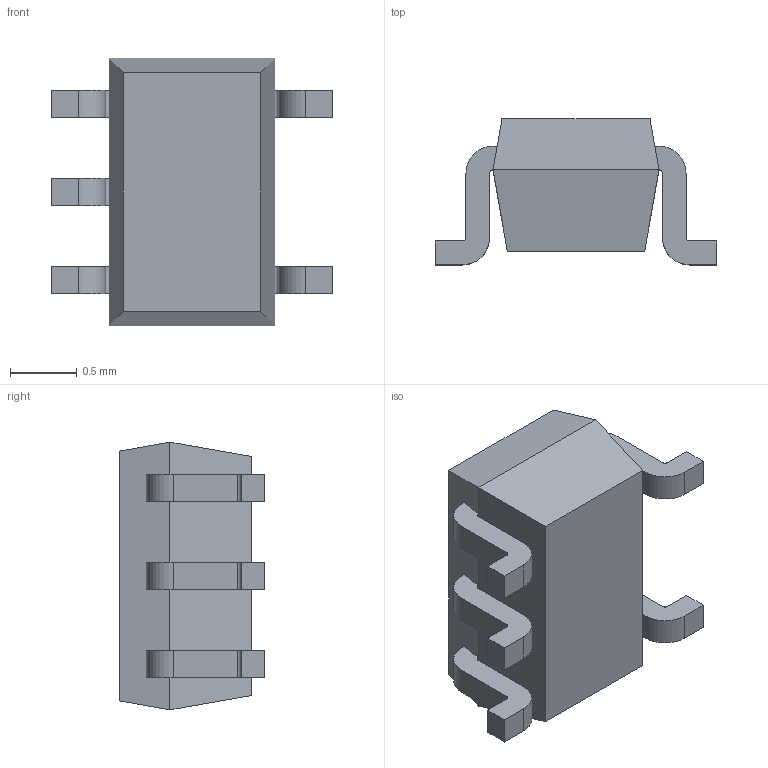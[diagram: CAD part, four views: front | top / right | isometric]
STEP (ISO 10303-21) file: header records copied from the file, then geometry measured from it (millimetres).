
FILE_DESCRIPTION (( 'STEP AP214' ), '1' );
FILE_NAME ('LMV301SQ3T2G.STEP', '2021-09-20T23:02:26', ( '' ), ( '' ), 'SwSTEP 2.0', 'SolidWorks 2017', '' );
FILE_SCHEMA (( 'AUTOMOTIVE_DESIGN' ));
Length unit declared in the file: inch
Products named in the file (1): LMV301SQ3T2G
Bounding box: 2.11 x 1.09 x 2.01 mm (x, y, z)
Volume: 2.4 mm3; surface area: 14.6 mm2
Topology: 7 solids, 7 shells, 82 faces, 197 edges, 130 vertices
Faces by surface type: plane 58, cylinder 24
Entity records: 2483 total; most frequent: DIRECTION 411, CARTESIAN_POINT 410, ORIENTED_EDGE 394, EDGE_CURVE 197, LINE 149, VECTOR 149, AXIS2_PLACEMENT_3D 131, VERTEX_POINT 130
